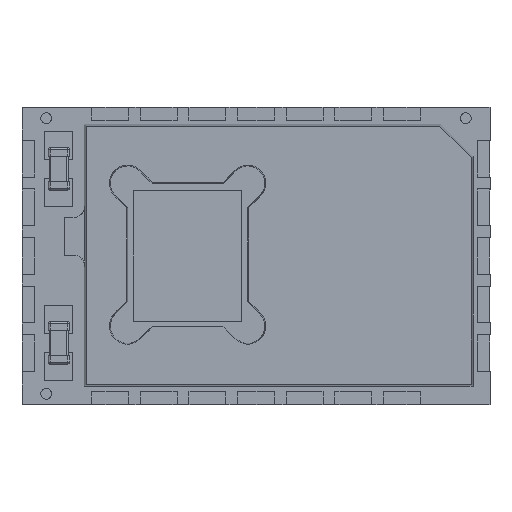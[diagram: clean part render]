
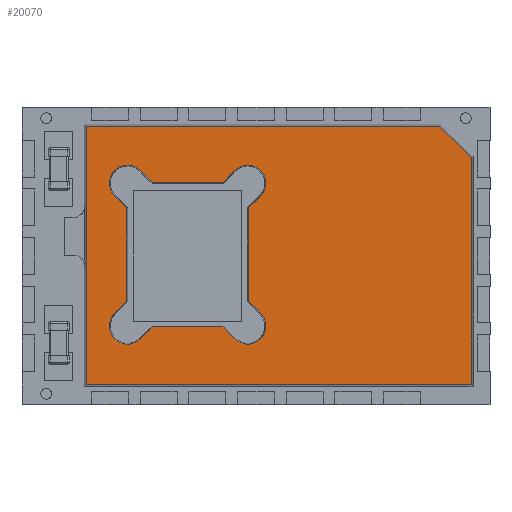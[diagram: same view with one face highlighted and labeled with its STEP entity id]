
A CAD part, top view. The second image highlights one B-rep face of the part: STEP entity #20070.
In plain terms, the highlighted planar face has unit normal (0, 0, 1).
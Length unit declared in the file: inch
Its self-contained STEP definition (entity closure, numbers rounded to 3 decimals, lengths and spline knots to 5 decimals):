
#212=FACE_BOUND('',#8234,.T.);
#1111=PLANE('',#21309);
#3435=LINE('',#31937,#5834);
#3437=LINE('',#31941,#5836);
#3438=LINE('',#31943,#5837);
#3439=LINE('',#31945,#5838);
#3440=LINE('',#31946,#5839);
#3441=LINE('',#31948,#5840);
#3442=LINE('',#31950,#5841);
#3443=LINE('',#31951,#5842);
#3444=LINE('',#31953,#5843);
#3445=LINE('',#31955,#5844);
#3446=LINE('',#31956,#5845);
#3447=LINE('',#31958,#5846);
#3448=LINE('',#31960,#5847);
#3449=LINE('',#31961,#5848);
#3450=LINE('',#31963,#5849);
#3451=LINE('',#31965,#5850);
#3452=LINE('',#31966,#5851);
#5834=VECTOR('',#25989,39.37008);
#5836=VECTOR('',#25993,39.37008);
#5837=VECTOR('',#25994,39.37008);
#5838=VECTOR('',#25995,39.37008);
#5839=VECTOR('',#25996,39.37008);
#5840=VECTOR('',#25997,39.37008);
#5841=VECTOR('',#25998,39.37008);
#5842=VECTOR('',#25999,39.37008);
#5843=VECTOR('',#26000,39.37008);
#5844=VECTOR('',#26001,39.37008);
#5845=VECTOR('',#26002,39.37008);
#5846=VECTOR('',#26003,39.37008);
#5847=VECTOR('',#26004,39.37008);
#5848=VECTOR('',#26005,39.37008);
#5849=VECTOR('',#26006,39.37008);
#5850=VECTOR('',#26007,39.37008);
#5851=VECTOR('',#26008,39.37008);
#7030=FACE_OUTER_BOUND('',#8233,.T.);
#8233=EDGE_LOOP('',(#17674,#17675,#17676,#17677,#17678));
#8234=EDGE_LOOP('',(#17679,#17680,#17681,#17682,#17683,#17684,#17685,#17686,
#17687,#17688,#17689,#17690,#17691,#17692,#17693,#17694));
#8464=CIRCLE('',#21298,0.01677);
#8466=CIRCLE('',#21301,0.01677);
#8468=CIRCLE('',#21304,0.01677);
#8470=CIRCLE('',#21307,0.01677);
#10061=VERTEX_POINT('',#31890);
#10062=VERTEX_POINT('',#31892);
#10065=VERTEX_POINT('',#31899);
#10066=VERTEX_POINT('',#31901);
#10069=VERTEX_POINT('',#31908);
#10070=VERTEX_POINT('',#31910);
#10073=VERTEX_POINT('',#31917);
#10074=VERTEX_POINT('',#31919);
#10081=VERTEX_POINT('',#31934);
#10082=VERTEX_POINT('',#31936);
#10083=VERTEX_POINT('',#31940);
#10084=VERTEX_POINT('',#31942);
#10085=VERTEX_POINT('',#31944);
#10086=VERTEX_POINT('',#31947);
#10087=VERTEX_POINT('',#31949);
#10088=VERTEX_POINT('',#31952);
#10089=VERTEX_POINT('',#31954);
#10090=VERTEX_POINT('',#31957);
#10091=VERTEX_POINT('',#31959);
#10092=VERTEX_POINT('',#31962);
#10093=VERTEX_POINT('',#31964);
#12609=EDGE_CURVE('',#10061,#10062,#8464,.T.);
#12613=EDGE_CURVE('',#10065,#10066,#8466,.T.);
#12617=EDGE_CURVE('',#10069,#10070,#8468,.T.);
#12621=EDGE_CURVE('',#10073,#10074,#8470,.T.);
#12629=EDGE_CURVE('',#10082,#10081,#3435,.T.);
#12631=EDGE_CURVE('',#10083,#10082,#3437,.T.);
#12632=EDGE_CURVE('',#10081,#10084,#3438,.T.);
#12633=EDGE_CURVE('',#10084,#10085,#3439,.T.);
#12634=EDGE_CURVE('',#10085,#10083,#3440,.T.);
#12635=EDGE_CURVE('',#10086,#10061,#3441,.T.);
#12636=EDGE_CURVE('',#10087,#10086,#3442,.T.);
#12637=EDGE_CURVE('',#10074,#10087,#3443,.T.);
#12638=EDGE_CURVE('',#10088,#10073,#3444,.T.);
#12639=EDGE_CURVE('',#10089,#10088,#3445,.T.);
#12640=EDGE_CURVE('',#10070,#10089,#3446,.T.);
#12641=EDGE_CURVE('',#10090,#10069,#3447,.T.);
#12642=EDGE_CURVE('',#10091,#10090,#3448,.T.);
#12643=EDGE_CURVE('',#10066,#10091,#3449,.T.);
#12644=EDGE_CURVE('',#10092,#10065,#3450,.T.);
#12645=EDGE_CURVE('',#10093,#10092,#3451,.T.);
#12646=EDGE_CURVE('',#10062,#10093,#3452,.T.);
#17674=ORIENTED_EDGE('',*,*,#12631,.T.);
#17675=ORIENTED_EDGE('',*,*,#12629,.T.);
#17676=ORIENTED_EDGE('',*,*,#12632,.T.);
#17677=ORIENTED_EDGE('',*,*,#12633,.T.);
#17678=ORIENTED_EDGE('',*,*,#12634,.T.);
#17679=ORIENTED_EDGE('',*,*,#12635,.F.);
#17680=ORIENTED_EDGE('',*,*,#12636,.F.);
#17681=ORIENTED_EDGE('',*,*,#12637,.F.);
#17682=ORIENTED_EDGE('',*,*,#12621,.F.);
#17683=ORIENTED_EDGE('',*,*,#12638,.F.);
#17684=ORIENTED_EDGE('',*,*,#12639,.F.);
#17685=ORIENTED_EDGE('',*,*,#12640,.F.);
#17686=ORIENTED_EDGE('',*,*,#12617,.F.);
#17687=ORIENTED_EDGE('',*,*,#12641,.F.);
#17688=ORIENTED_EDGE('',*,*,#12642,.F.);
#17689=ORIENTED_EDGE('',*,*,#12643,.F.);
#17690=ORIENTED_EDGE('',*,*,#12613,.F.);
#17691=ORIENTED_EDGE('',*,*,#12644,.F.);
#17692=ORIENTED_EDGE('',*,*,#12645,.F.);
#17693=ORIENTED_EDGE('',*,*,#12646,.F.);
#17694=ORIENTED_EDGE('',*,*,#12609,.F.);
#20070=ADVANCED_FACE('',(#7030,#212),#1111,.T.);
#21298=AXIS2_PLACEMENT_3D('',#31893,#25954,#25955);
#21301=AXIS2_PLACEMENT_3D('',#31902,#25962,#25963);
#21304=AXIS2_PLACEMENT_3D('',#31911,#25970,#25971);
#21307=AXIS2_PLACEMENT_3D('',#31920,#25978,#25979);
#21309=AXIS2_PLACEMENT_3D('',#31939,#25991,#25992);
#25954=DIRECTION('center_axis',(0.,0.,1.));
#25955=DIRECTION('ref_axis',(1.,0.,0.));
#25962=DIRECTION('center_axis',(0.,0.,1.));
#25963=DIRECTION('ref_axis',(1.,0.,0.));
#25970=DIRECTION('center_axis',(0.,0.,1.));
#25971=DIRECTION('ref_axis',(1.,0.,0.));
#25978=DIRECTION('center_axis',(0.,0.,1.));
#25979=DIRECTION('ref_axis',(1.,0.,0.));
#25989=DIRECTION('',(0.,-1.,0.));
#25991=DIRECTION('center_axis',(0.,0.,1.));
#25992=DIRECTION('ref_axis',(1.,0.,0.));
#25993=DIRECTION('',(-1.,0.,0.));
#25994=DIRECTION('',(1.,0.,0.));
#25995=DIRECTION('',(0.,1.,0.));
#25996=DIRECTION('',(-0.707,0.707,0.));
#25997=DIRECTION('',(-0.707,-0.707,0.));
#25998=DIRECTION('',(0.,-1.,0.));
#25999=DIRECTION('',(0.707,-0.707,0.));
#26000=DIRECTION('',(-0.707,0.707,0.));
#26001=DIRECTION('',(-1.,0.,0.));
#26002=DIRECTION('',(-0.707,-0.707,0.));
#26003=DIRECTION('',(0.707,0.707,0.));
#26004=DIRECTION('',(0.,1.,0.));
#26005=DIRECTION('',(-0.707,0.707,0.));
#26006=DIRECTION('',(0.707,-0.707,0.));
#26007=DIRECTION('',(1.,0.,0.));
#26008=DIRECTION('',(0.707,0.707,0.));
#31890=CARTESIAN_POINT('',(-0.16283,-0.05709,0.1065));
#31892=CARTESIAN_POINT('',(-0.13911,-0.08081,0.1065));
#31893=CARTESIAN_POINT('Origin',(-0.15097,-0.06895,
0.1065));
#31899=CARTESIAN_POINT('',(-0.05164,-0.08081,0.1065));
#31901=CARTESIAN_POINT('',(-0.02793,-0.05709,0.1065));
#31902=CARTESIAN_POINT('Origin',(-0.03978,-0.06895,
0.1065));
#31908=CARTESIAN_POINT('',(-0.02793,0.05138,0.1065));
#31910=CARTESIAN_POINT('',(-0.05164,0.07509,0.1065));
#31911=CARTESIAN_POINT('Origin',(-0.03978,0.06324,
0.1065));
#31917=CARTESIAN_POINT('',(-0.13911,0.07509,0.1065));
#31919=CARTESIAN_POINT('',(-0.16283,0.05138,0.1065));
#31920=CARTESIAN_POINT('Origin',(-0.15097,0.06324,
0.1065));
#31934=CARTESIAN_POINT('',(-0.18927,-0.12275,0.1065));
#31936=CARTESIAN_POINT('',(-0.18927,0.11604,0.1065));
#31937=CARTESIAN_POINT('',(-0.18927,-0.12436,0.1065));
#31939=CARTESIAN_POINT('Origin',(-0.19088,0.11764,0.1065));
#31940=CARTESIAN_POINT('',(0.13796,0.11604,0.1065));
#31941=CARTESIAN_POINT('',(-0.19088,0.11604,0.1065));
#31942=CARTESIAN_POINT('',(0.16702,-0.12275,0.1065));
#31943=CARTESIAN_POINT('',(0.16862,-0.12275,0.1065));
#31944=CARTESIAN_POINT('',(0.16702,0.08698,0.1065));
#31945=CARTESIAN_POINT('',(0.16702,0.08764,0.1065));
#31946=CARTESIAN_POINT('',(0.13749,0.11651,0.1065));
#31947=CARTESIAN_POINT('',(-0.15174,-0.04601,0.1065));
#31948=CARTESIAN_POINT('',(-0.16283,-0.05709,0.1065));
#31949=CARTESIAN_POINT('',(-0.15174,0.04029,0.1065));
#31950=CARTESIAN_POINT('',(-0.15174,0.04061,0.1065));
#31951=CARTESIAN_POINT('',(-0.16283,0.05138,0.1065));
#31952=CARTESIAN_POINT('',(-0.12802,0.064,0.1065));
#31953=CARTESIAN_POINT('',(-0.13911,0.07509,0.1065));
#31954=CARTESIAN_POINT('',(-0.06273,0.064,0.1065));
#31955=CARTESIAN_POINT('',(-0.06241,0.064,0.1065));
#31956=CARTESIAN_POINT('',(-0.06295,0.06378,0.1065));
#31957=CARTESIAN_POINT('',(-0.03901,0.04029,0.1065));
#31958=CARTESIAN_POINT('',(-0.03924,0.04007,0.1065));
#31959=CARTESIAN_POINT('',(-0.03901,-0.04601,0.1065));
#31960=CARTESIAN_POINT('',(-0.03901,-0.04632,0.1065));
#31961=CARTESIAN_POINT('',(-0.03924,-0.04578,0.1065));
#31962=CARTESIAN_POINT('',(-0.06273,-0.06972,0.1065));
#31963=CARTESIAN_POINT('',(-0.06295,-0.06949,0.1065));
#31964=CARTESIAN_POINT('',(-0.12802,-0.06972,0.1065));
#31965=CARTESIAN_POINT('',(-0.12834,-0.06972,0.1065));
#31966=CARTESIAN_POINT('',(-0.13911,-0.08081,0.1065));
